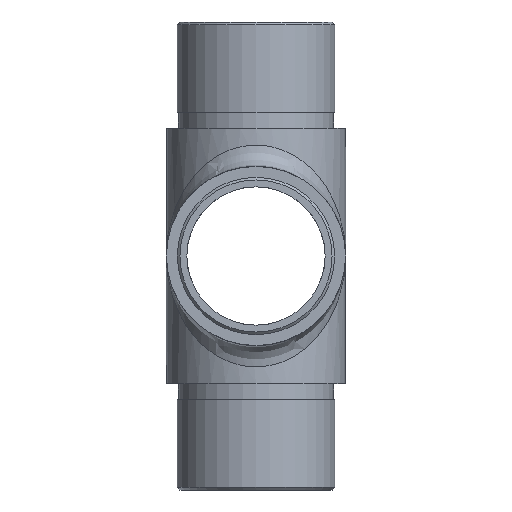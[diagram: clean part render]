
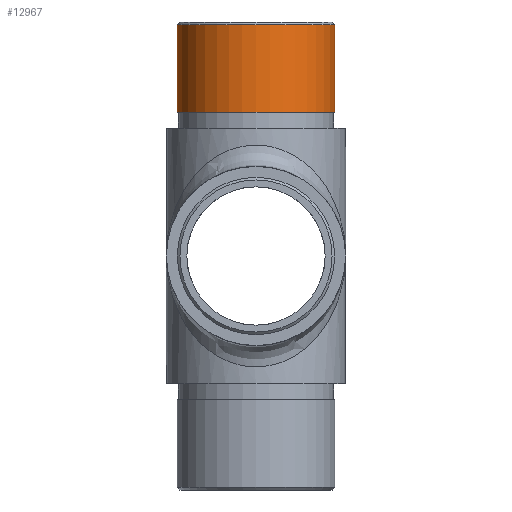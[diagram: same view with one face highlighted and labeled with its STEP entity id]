
A CAD part, front view. The second image highlights one B-rep face of the part: STEP entity #12967.
In plain terms, the highlighted cylindrical face has radius 14.8 mm (diameter 29.6 mm), a full revolution.
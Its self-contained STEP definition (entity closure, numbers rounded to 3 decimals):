
#489 = AXIS2_PLACEMENT_3D ( 'NONE', #8419, #11520, #12442 ) ;
#1012 = CARTESIAN_POINT ( 'NONE',  ( 14.8, 0., 43.5 ) ) ;
#1060 = VERTEX_POINT ( 'NONE', #1012 ) ;
#1855 = DIRECTION ( 'NONE',  ( 1., 0., 0. ) ) ;
#2925 = CARTESIAN_POINT ( 'NONE',  ( 0., 0., 27. ) ) ;
#3110 = EDGE_CURVE ( 'NONE', #8126, #8126, #5330, .T. ) ;
#3862 = ORIENTED_EDGE ( 'NONE', *, *, #3110, .T. ) ;
#4011 = EDGE_LOOP ( 'NONE', ( #3862 ) ) ;
#4096 = CIRCLE ( 'NONE', #6716, 14.8 ) ;
#5261 = FACE_OUTER_BOUND ( 'NONE', #4011, .T. ) ;
#5330 = CIRCLE ( 'NONE', #7739, 14.8 ) ;
#6001 = ORIENTED_EDGE ( 'NONE', *, *, #8537, .T. ) ;
#6157 = DIRECTION ( 'NONE',  ( 1., 0., 0. ) ) ;
#6248 = CARTESIAN_POINT ( 'NONE',  ( 0., 0., 43.5 ) ) ;
#6716 = AXIS2_PLACEMENT_3D ( 'NONE', #6248, #9281, #6157 ) ;
#7739 = AXIS2_PLACEMENT_3D ( 'NONE', #2925, #10147, #1855 ) ;
#8126 = VERTEX_POINT ( 'NONE', #9191 ) ;
#8419 = CARTESIAN_POINT ( 'NONE',  ( 0., 0., 44. ) ) ;
#8537 = EDGE_CURVE ( 'NONE', #1060, #1060, #4096, .T. ) ;
#9191 = CARTESIAN_POINT ( 'NONE',  ( 14.8, 0., 27. ) ) ;
#9272 = CYLINDRICAL_SURFACE ( 'NONE', #489, 14.8 ) ;
#9281 = DIRECTION ( 'NONE',  ( 0., 0., -1. ) ) ;
#10147 = DIRECTION ( 'NONE',  ( 0., 0., 1. ) ) ;
#11177 = EDGE_LOOP ( 'NONE', ( #6001 ) ) ;
#11520 = DIRECTION ( 'NONE',  ( 0., 0., -1. ) ) ;
#12442 = DIRECTION ( 'NONE',  ( -1., 0., 0. ) ) ;
#12447 = FACE_OUTER_BOUND ( 'NONE', #11177, .T. ) ;
#12967 = ADVANCED_FACE ( 'NONE', ( #12447, #5261 ), #9272, .T. ) ;
